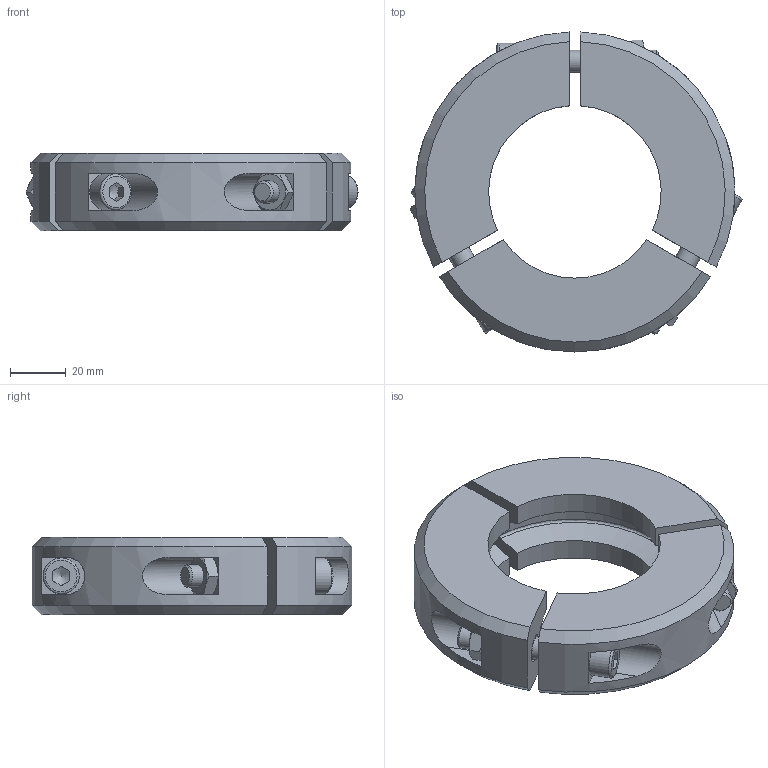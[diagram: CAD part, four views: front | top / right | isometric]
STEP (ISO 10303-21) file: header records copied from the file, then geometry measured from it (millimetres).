
FILE_DESCRIPTION (( 'STEP AP214' ), '1' );
FILE_NAME ('FULLVAC C31KF50.STEP', '2019-03-26T15:11:57', ( '' ), ( '' ), 'SwSTEP 2.0', 'SolidWorks 2017', '' );
FILE_SCHEMA (( 'AUTOMOTIVE_DESIGN' ));
Length unit declared in the file: millimetre
Products named in the file (1): FULLVAC C31KF50
Bounding box: 119.3 x 114.97 x 28 mm (x, y, z)
Volume: 163973.4 mm3; surface area: 45418.1 mm2
Topology: 1 solids, 4 shells, 202 faces, 477 edges, 302 vertices
Faces by surface type: plane 87, cone 64, cylinder 42, bspline 6, torus 3
Full cylindrical faces by diameter (mm): 8 x9, 8.5 x3, 9.5 x3, 10 x6, 13 x3
Entity records: 6052 total; most frequent: CARTESIAN_POINT 1757, ORIENTED_EDGE 848, DIRECTION 826, EDGE_CURVE 424, AXIS2_PLACEMENT_3D 349, VERTEX_POINT 290, EDGE_LOOP 282, FACE_OUTER_BOUND 229
